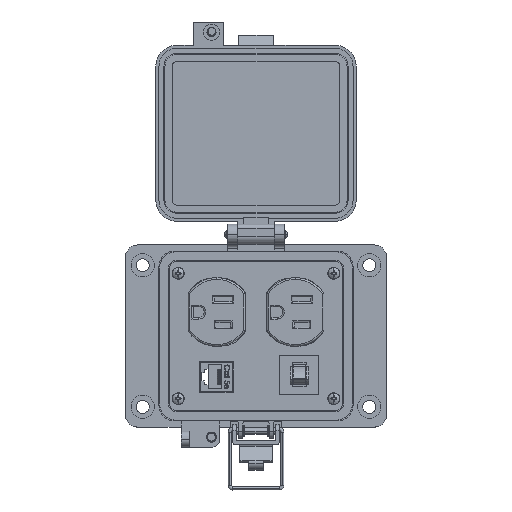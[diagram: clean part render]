
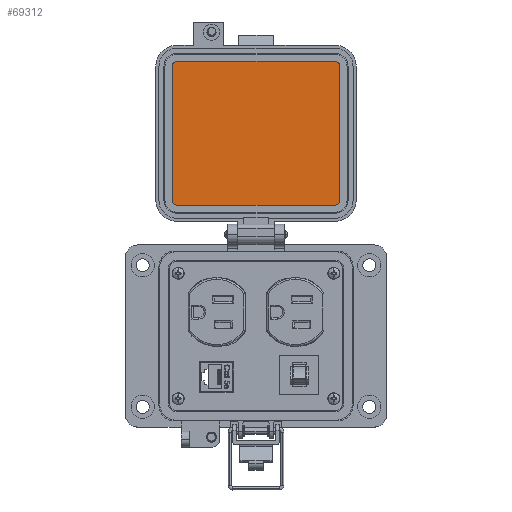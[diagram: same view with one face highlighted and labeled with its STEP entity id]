
A CAD part, top view. The second image highlights one B-rep face of the part: STEP entity #69312.
In plain terms, the highlighted planar face has unit normal (0, 0, 1).
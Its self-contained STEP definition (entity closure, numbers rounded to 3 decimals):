
#531 = EDGE_CURVE ( 'NONE', #54905, #27630, #42873, .T. ) ;
#794 = EDGE_CURVE ( 'NONE', #61372, #9782, #34043, .T. ) ;
#4652 = ORIENTED_EDGE ( 'NONE', *, *, #794, .F. ) ;
#6997 = CARTESIAN_POINT ( 'NONE',  ( -44.769, 60.004, 19.202 ) ) ;
#8766 = CARTESIAN_POINT ( 'NONE',  ( -42.469, 128.688, 19.202 ) ) ;
#9782 = VERTEX_POINT ( 'NONE', #68419 ) ;
#10690 = CARTESIAN_POINT ( 'NONE',  ( 35.912, 60.004, 19.202 ) ) ;
#12316 = DIRECTION ( 'NONE',  ( 0., 0., -1. ) ) ;
#12430 = AXIS2_PLACEMENT_3D ( 'NONE', #10690, #60863, #17897 ) ;
#12978 = VERTEX_POINT ( 'NONE', #69857 ) ;
#15433 = VERTEX_POINT ( 'NONE', #66213 ) ;
#16446 = FACE_OUTER_BOUND ( 'NONE', #90590, .T. ) ;
#17788 = ORIENTED_EDGE ( 'NONE', *, *, #60774, .F. ) ;
#17897 = DIRECTION ( 'NONE',  ( 0., -1., 0. ) ) ;
#18440 = LINE ( 'NONE', #25464, #92474 ) ;
#20036 = ORIENTED_EDGE ( 'NONE', *, *, #64058, .F. ) ;
#25331 = CARTESIAN_POINT ( 'NONE',  ( -44.769, 93.196, 19.202 ) ) ;
#25464 = CARTESIAN_POINT ( 'NONE',  ( 38.212, 93.196, 19.202 ) ) ;
#27630 = VERTEX_POINT ( 'NONE', #39041 ) ;
#27668 = CARTESIAN_POINT ( 'NONE',  ( 35.912, 57.705, 19.202 ) ) ;
#28108 = AXIS2_PLACEMENT_3D ( 'NONE', #71903, #28972, #79113 ) ;
#28972 = DIRECTION ( 'NONE',  ( 0., 0., -1. ) ) ;
#31861 = CIRCLE ( 'NONE', #90888, 2.299 ) ;
#33864 = AXIS2_PLACEMENT_3D ( 'NONE', #78007, #35045, #85231 ) ;
#34043 = LINE ( 'NONE', #70275, #53111 ) ;
#34843 = DIRECTION ( 'NONE',  ( 1., 0., 0. ) ) ;
#34947 = DIRECTION ( 'NONE',  ( 0., 0., 1. ) ) ;
#35045 = DIRECTION ( 'NONE',  ( 0., 0., -1. ) ) ;
#37573 = CARTESIAN_POINT ( 'NONE',  ( 38.212, 60.004, 19.202 ) ) ;
#38688 = LINE ( 'NONE', #25331, #57817 ) ;
#38865 = CIRCLE ( 'NONE', #12430, 2.299 ) ;
#39041 = CARTESIAN_POINT ( 'NONE',  ( -42.469, 57.705, 19.202 ) ) ;
#40764 = DIRECTION ( 'NONE',  ( 0., -1., 0. ) ) ;
#42873 = LINE ( 'NONE', #88852, #62022 ) ;
#44229 = ORIENTED_EDGE ( 'NONE', *, *, #531, .F. ) ;
#44565 = CIRCLE ( 'NONE', #28108, 2.299 ) ;
#45854 = DIRECTION ( 'NONE',  ( -1., 0., 0. ) ) ;
#50141 = ORIENTED_EDGE ( 'NONE', *, *, #78770, .F. ) ;
#50716 = VERTEX_POINT ( 'NONE', #37573 ) ;
#53111 = VECTOR ( 'NONE', #34843, 1000. ) ;
#54905 = VERTEX_POINT ( 'NONE', #27668 ) ;
#55286 = CARTESIAN_POINT ( 'NONE',  ( -42.469, 126.389, 19.202 ) ) ;
#57383 = ORIENTED_EDGE ( 'NONE', *, *, #67602, .F. ) ;
#57817 = VECTOR ( 'NONE', #68259, 1000. ) ;
#58190 = ORIENTED_EDGE ( 'NONE', *, *, #90474, .F. ) ;
#60774 = EDGE_CURVE ( 'NONE', #50716, #54905, #38865, .T. ) ;
#60863 = DIRECTION ( 'NONE',  ( 0., 0., -1. ) ) ;
#61372 = VERTEX_POINT ( 'NONE', #8766 ) ;
#62022 = VECTOR ( 'NONE', #45854, 1000. ) ;
#62481 = DIRECTION ( 'NONE',  ( 0., -1., 0. ) ) ;
#63198 = PLANE ( 'NONE',  #65002 ) ;
#64058 = EDGE_CURVE ( 'NONE', #15433, #61372, #31861, .T. ) ;
#65002 = AXIS2_PLACEMENT_3D ( 'NONE', #77915, #34947, #85135 ) ;
#65608 = ORIENTED_EDGE ( 'NONE', *, *, #87161, .F. ) ;
#66213 = CARTESIAN_POINT ( 'NONE',  ( -44.769, 126.389, 19.202 ) ) ;
#67602 = EDGE_CURVE ( 'NONE', #12978, #50716, #18440, .T. ) ;
#68259 = DIRECTION ( 'NONE',  ( 0., 1., 0. ) ) ;
#68419 = CARTESIAN_POINT ( 'NONE',  ( 35.912, 128.688, 19.202 ) ) ;
#69312 = ADVANCED_FACE ( 'NONE', ( #16446 ), #63198, .T. ) ;
#69857 = CARTESIAN_POINT ( 'NONE',  ( 38.212, 126.389, 19.202 ) ) ;
#70275 = CARTESIAN_POINT ( 'NONE',  ( -3.279, 128.688, 19.202 ) ) ;
#71903 = CARTESIAN_POINT ( 'NONE',  ( 35.912, 126.389, 19.202 ) ) ;
#73513 = VERTEX_POINT ( 'NONE', #6997 ) ;
#77915 = CARTESIAN_POINT ( 'NONE',  ( 39.871, 130.108, 19.202 ) ) ;
#78007 = CARTESIAN_POINT ( 'NONE',  ( -42.469, 60.004, 19.202 ) ) ;
#78770 = EDGE_CURVE ( 'NONE', #73513, #15433, #38688, .T. ) ;
#79113 = DIRECTION ( 'NONE',  ( 1., 0., 0. ) ) ;
#83906 = CIRCLE ( 'NONE', #33864, 2.299 ) ;
#85135 = DIRECTION ( 'NONE',  ( -1., 0., 0. ) ) ;
#85231 = DIRECTION ( 'NONE',  ( 1., 0., 0. ) ) ;
#87161 = EDGE_CURVE ( 'NONE', #9782, #12978, #44565, .T. ) ;
#88852 = CARTESIAN_POINT ( 'NONE',  ( -3.279, 57.705, 19.202 ) ) ;
#90474 = EDGE_CURVE ( 'NONE', #27630, #73513, #83906, .T. ) ;
#90590 = EDGE_LOOP ( 'NONE', ( #17788, #57383, #65608, #4652, #20036, #50141, #58190, #44229 ) ) ;
#90888 = AXIS2_PLACEMENT_3D ( 'NONE', #55286, #12316, #62481 ) ;
#92474 = VECTOR ( 'NONE', #40764, 1000. ) ;
